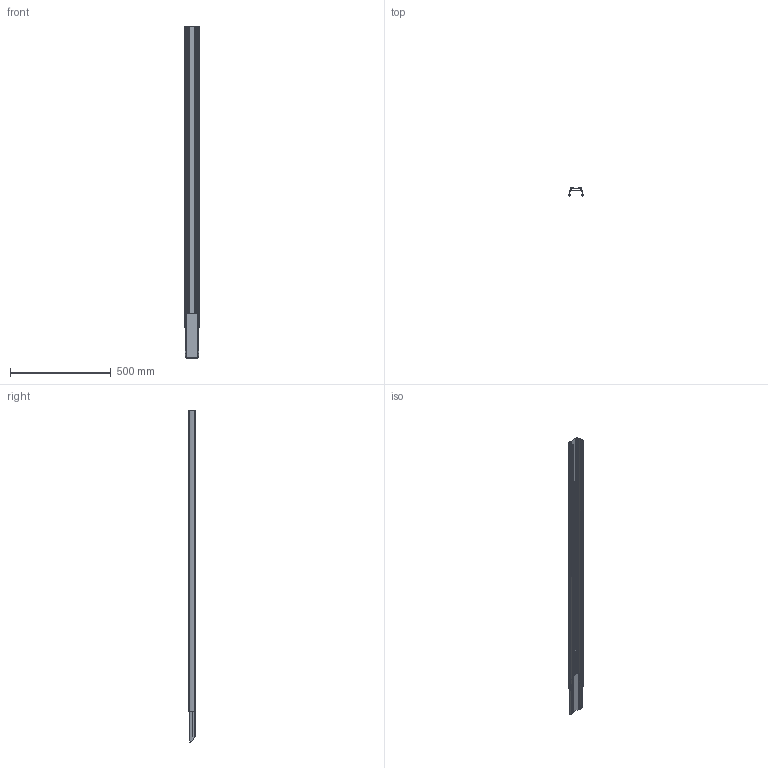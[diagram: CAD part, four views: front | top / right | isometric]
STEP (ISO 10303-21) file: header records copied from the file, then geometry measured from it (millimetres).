
FILE_DESCRIPTION (( 'STEP AP214' ), '1' );
FILE_NAME ('TruSys-FLEX-ER-1500.STEP', '2023-01-13T07:26:30', ( '' ), ( '' ), 'SwSTEP 2.0', 'SolidWorks 2020', '' );
FILE_SCHEMA (( 'AUTOMOTIVE_DESIGN' ));
Length unit declared in the file: millimetre
Products named in the file (1): TruSys-FLEX-ER-1500
Bounding box: 70.15 x 38.75 x 1650 mm (x, y, z)
Volume: 183453.8 mm3; surface area: 541076.8 mm2
Topology: 2 solids, 2 shells, 176 faces, 508 edges, 336 vertices
Faces by surface type: cylinder 94, plane 78, bspline 4
Entity records: 8277 total; most frequent: CARTESIAN_POINT 1660, ORIENTED_EDGE 1016, DIRECTION 945, EDGE_CURVE 508, VERTEX_POINT 336, AXIS2_PLACEMENT_3D 327, VECTOR 291, LINE 291
